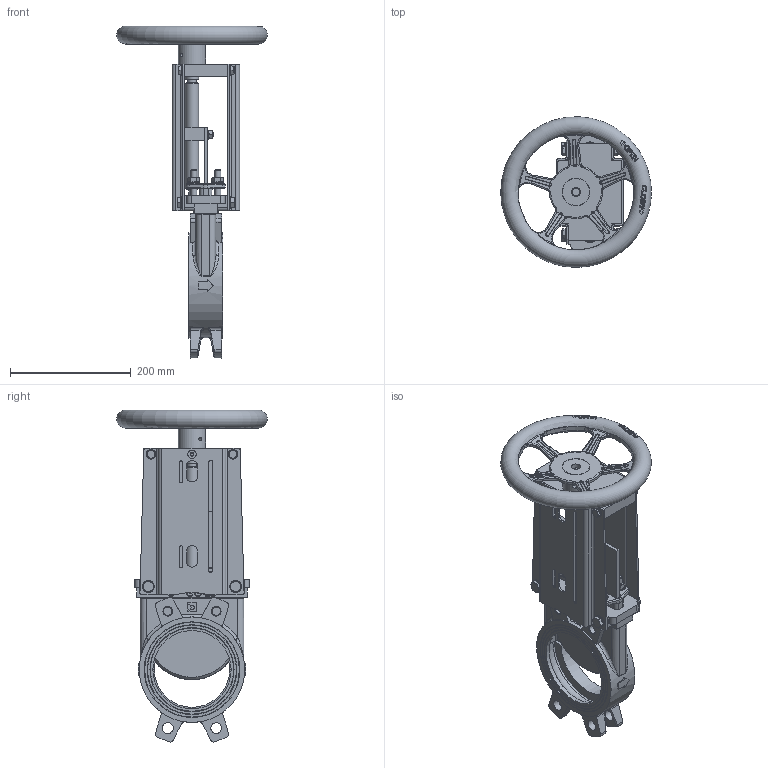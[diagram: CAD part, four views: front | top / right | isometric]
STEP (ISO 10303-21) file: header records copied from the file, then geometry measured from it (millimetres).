
FILE_DESCRIPTION(/* description */ ('Stoffschieber, DN125, GG-25, weichdichtend, Handrad'),/* implementation_level */ '2;1');
FILE_NAME(/* name */ 'WGM16N-DN125_105785.step',/* time_stamp */ '2025-06-30T10:42:12+02:00',/* author */ (''),/* organization */ (''),/* preprocessor_version */ 'ST-DEVELOPER v20.1',/* originating_system */ 'Autodesk Translation Framework v14.10.0.0',/* authorisation */ '');
FILE_SCHEMA (('AUTOMOTIVE_DESIGN { 1 0 10303 214 3 1 1 }'));
Products named in the file (21): WGE-GG-SOF-125/MW-K; WGS-BO-GG-SOF-125-K; SCH0162-04-01-B; WGS-ST-MW-125; WGS-SN-125-150; WGS-KN-xxx-125; WGS-GL-GG-125; WGS-PL-MW-CS-125; SCH0280-03-01-B; WGS-BR-CS-B-125; WGS-BR-CS-F-125; WGS-MW-250; DIN 931-1 - M8 x 50; DIN 128 - A8; DIN 835 - M10 x 40; DIN 934 - M10; DIN 931-1 - M10 x 15; DIN 125-1 - B 10.5; DIN 125-1 - B 8.4; DIN 934 - M8; DIN 931-1 - M8 x 90
Assembly tree (45 placements, depth 2):
  WGE-GG-SOF-125/MW-K
    WGS-BO-GG-SOF-125-K
    SCH0162-04-01-B
    WGS-ST-MW-125
    WGS-SN-125-150
    WGS-KN-xxx-125
    DIN 931-1 - M8 x 50  x2
    DIN 934 - M8  x4
    DIN 128 - A8  x2
    WGS-GL-GG-125
    WGS-PL-MW-CS-125
    SCH0280-03-01-B
    DIN 835 - M10 x 40  x4
    DIN 125-1 - B 10.5  x8
    DIN 934 - M10  x4
    WGS-BR-CS-B-125
    WGS-BR-CS-F-125
    DIN 931-1 - M10 x 15  x4
    DIN 125-1 - B 8.4  x4
    DIN 931-1 - M8 x 90  x2
    WGS-MW-250
Bounding box: 249.97 x 249.85 x 551.03 mm (x, y, z)
Volume: 2207280.7 mm3; surface area: 736358.1 mm2
Topology: 45 solids, 45 shells, 1947 faces, 4896 edges, 3124 vertices
Faces by surface type: plane 792, cylinder 421, bspline 391, cone 177, torus 162, sphere 4
Full cylindrical faces by diameter (mm): 4.917 x1, 6.25 x2, 6.647 x4, 8 x4, 8.25 x2, 8.376 x12, 8.4 x4, 8.5 x8, 10 x8, 10.5 x12, 11.6 x6, 13.835 x4, 14 x1, 15 x4, 15.6 x4, 16 x5, 16.2 x2, 17 x1, 18 x4, 20 x8, 22 x2, 28 x2, 45 x2, 46 x1, 125 x1, 130 x1, 138 x2, 139.6 x2, 147.6 x2, 149.2 x2
Entity records: 78618 total; most frequent: CARTESIAN_POINT 38546, ORIENTED_EDGE 8768, DIRECTION 7294, EDGE_CURVE 4384, VERTEX_POINT 2810, AXIS2_PLACEMENT_3D 2662, LINE 1970, VECTOR 1970
